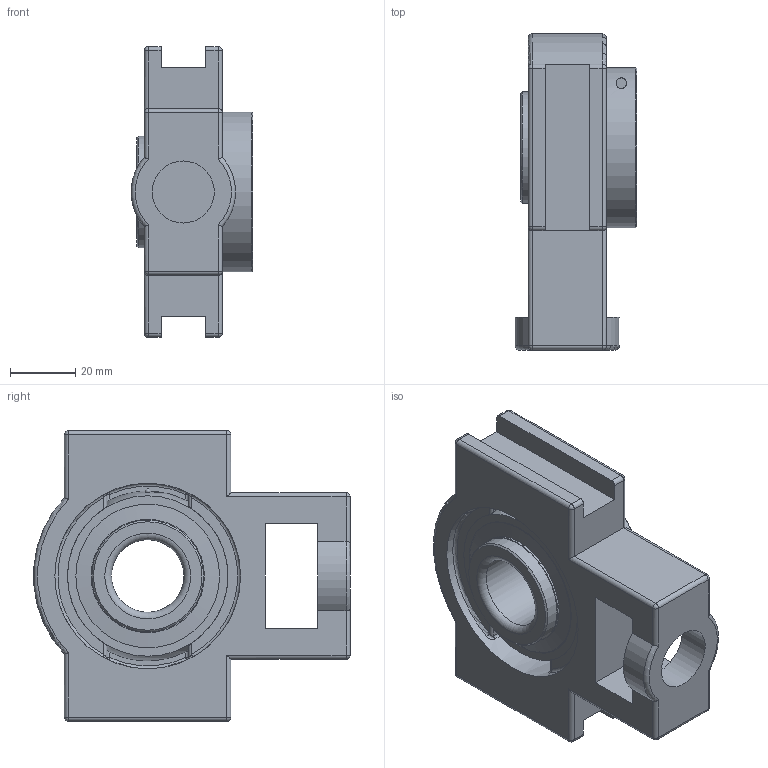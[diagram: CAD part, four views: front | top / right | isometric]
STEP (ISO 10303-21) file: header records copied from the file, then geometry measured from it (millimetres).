
FILE_DESCRIPTION(/* description */ ('Alibre Inc.'),/* implementation_level */ '2;1');
FILE_NAME(/* name */ 'export-D016F28D-EADA-4348-9E2A-E8E38FA364E8',/* time_stamp */ '2020-05-18T09:26:01-07:00',/* author */ (''),/* organization */ (''),/* preprocessor_version */ 'ST-DEVELOPER v17',/* originating_system */ 'Alibre',/* authorisation */ '');
FILE_SCHEMA (('CONFIG_CONTROL_DESIGN'));
Length unit declared in the file: inch
Bounding box: 37.25 x 96.88 x 89 mm (x, y, z)
Volume: 119592.1 mm3; surface area: 47457 mm2
Topology: 16 solids, 16 shells, 242 faces, 620 edges, 379 vertices
Faces by surface type: plane 80, cylinder 79, sphere 28, cone 27, torus 24, bspline 4
Full cylindrical faces by diameter (mm): 3.242 x2, 4 x1, 7 x1, 19 x1, 22.225 x1, 34.225 x4, 34.733 x2, 44 x4, 56.878 x2, 60.25 x1
Entity records: 8247 total; most frequent: CARTESIAN_POINT 2423, ORIENTED_EDGE 1060, DIRECTION 934, EDGE_CURVE 530, AXIS2_PLACEMENT_3D 395, VERTEX_POINT 355, FACE_BOUND 295, EDGE_LOOP 286
